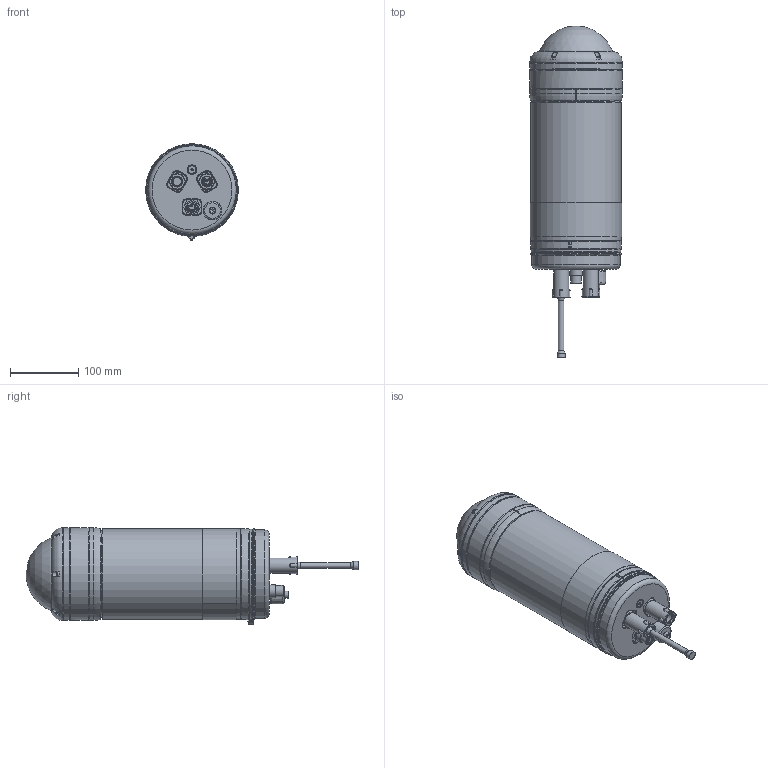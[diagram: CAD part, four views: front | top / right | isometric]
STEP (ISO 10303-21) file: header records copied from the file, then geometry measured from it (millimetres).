
FILE_DESCRIPTION(/* description */ ('Receiver assembly'),/* implementation_level */ '2;1');
FILE_NAME(/* name */ '8361-003-02 - Receiver assembly.stp',/* time_stamp */ '2017-11-17T13:44:03+00:00',/* author */ ('DRH'),/* organization */ (''),/* preprocessor_version */ 'ST-DEVELOPER v16.5',/* originating_system */ 'Autodesk Inventor 2017',/* authorisation */ '');
FILE_SCHEMA (('AUTOMOTIVE_DESIGN { 1 0 10303 214 3 1 1 }'));
Length unit declared in the file: millimetre
Products named in the file (2): 620-0397; 8361-003-02 - Receiver assembly - Ti Ring_Substitute
Assembly tree (1 placements, depth 2):
  620-0397
    8361-003-02 - Receiver assembly - Ti Ring_Substitute
Bounding box: 135.6 x 485.69 x 141.18 mm (x, y, z)
Volume: 4591026.2 mm3; surface area: 280433.1 mm2
Topology: 2 solids, 5 shells, 727 faces, 1776 edges, 1148 vertices
Faces by surface type: plane 290, cylinder 261, cone 87, torus 79, sphere 6, bspline 4
Full cylindrical faces by diameter (mm): 1.9 x8, 2 x16, 3 x8, 3.1 x16, 3.242 x7, 4 x6, 4.3 x6, 5 x6, 6 x1, 6.2 x6, 7.2 x1, 7.22 x6, 8 x1, 9 x2, 9.754 x1, 10 x1, 12 x1, 12.598 x2, 12.75 x1, 13.462 x2, 14.5 x4, 15.5 x1, 15.56 x1, 15.9 x2, 16.2 x4, 17.526 x7, 18.16 x2, 18.796 x1, 22.35 x2, 118.215 x3
Entity records: 22217 total; most frequent: CARTESIAN_POINT 5374, DIRECTION 3551, ORIENTED_EDGE 2882, AXIS2_PLACEMENT_3D 1523, EDGE_CURVE 1441, EDGE_LOOP 1077, VERTEX_POINT 1042, FACE_OUTER_BOUND 723
